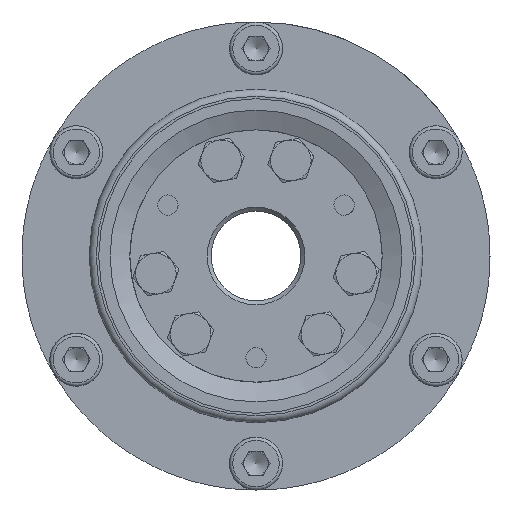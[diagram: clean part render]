
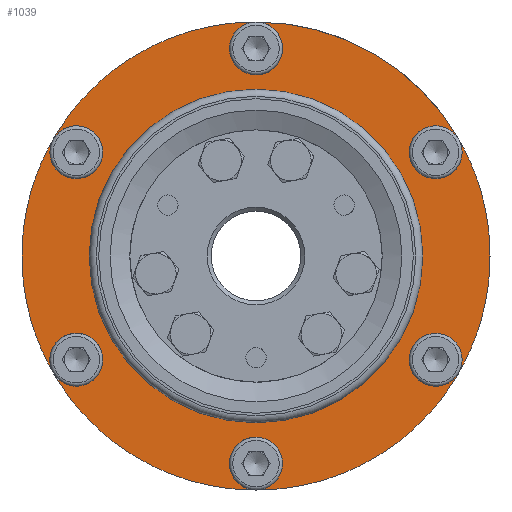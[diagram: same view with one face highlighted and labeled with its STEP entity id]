
A CAD part, left-side view. The second image highlights one B-rep face of the part: STEP entity #1039.
In plain terms, the highlighted planar face has unit normal (-1, 0, 0).
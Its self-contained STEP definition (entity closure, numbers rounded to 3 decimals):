
#1039 = ADVANCED_FACE( '', ( #2607, #2608 ), #2609, .F. );
#2607 = FACE_OUTER_BOUND( '', #4902, .T. );
#2608 = FACE_BOUND( '', #4903, .T. );
#2609 = PLANE( '', #4904 );
#4902 = EDGE_LOOP( '', ( #7976, #7977, #7978, #7979, #7980, #7981, #7982, #7983, #7984, #7985, #7986, #7987 ) );
#4903 = EDGE_LOOP( '', ( #7988 ) );
#4904 = AXIS2_PLACEMENT_3D( '', #7989, #7990, #7991 );
#7976 = ORIENTED_EDGE( '', *, *, #12264, .F. );
#7977 = ORIENTED_EDGE( '', *, *, #12265, .T. );
#7978 = ORIENTED_EDGE( '', *, *, #11814, .F. );
#7979 = ORIENTED_EDGE( '', *, *, #12266, .T. );
#7980 = ORIENTED_EDGE( '', *, *, #12267, .F. );
#7981 = ORIENTED_EDGE( '', *, *, #12268, .T. );
#7982 = ORIENTED_EDGE( '', *, *, #11579, .F. );
#7983 = ORIENTED_EDGE( '', *, *, #12269, .T. );
#7984 = ORIENTED_EDGE( '', *, *, #12270, .F. );
#7985 = ORIENTED_EDGE( '', *, *, #12271, .T. );
#7986 = ORIENTED_EDGE( '', *, *, #11661, .F. );
#7987 = ORIENTED_EDGE( '', *, *, #12272, .T. );
#7988 = ORIENTED_EDGE( '', *, *, #12273, .F. );
#7989 = CARTESIAN_POINT( '', ( -11.5, 0., 57.5 ) );
#7990 = DIRECTION( '', ( 1., 0., 0. ) );
#7991 = DIRECTION( '', ( 0., 1., 0. ) );
#11579 = EDGE_CURVE( '', #13534, #13534, #13535, .T. );
#11661 = EDGE_CURVE( '', #13675, #13675, #13676, .T. );
#11814 = EDGE_CURVE( '', #13940, #13940, #13941, .T. );
#12264 = EDGE_CURVE( '', #14658, #14658, #14659, .T. );
#12265 = EDGE_CURVE( '', #14658, #13940, #14660, .T. );
#12266 = EDGE_CURVE( '', #13940, #14661, #14662, .T. );
#12267 = EDGE_CURVE( '', #14661, #14661, #14663, .T. );
#12268 = EDGE_CURVE( '', #14661, #13534, #14664, .T. );
#12269 = EDGE_CURVE( '', #13534, #14665, #14666, .T. );
#12270 = EDGE_CURVE( '', #14665, #14665, #14667, .T. );
#12271 = EDGE_CURVE( '', #14665, #13675, #14668, .T. );
#12272 = EDGE_CURVE( '', #13675, #14658, #14669, .T. );
#12273 = EDGE_CURVE( '', #14670, #14670, #14671, .T. );
#13534 = VERTEX_POINT( '', #16424 );
#13535 = CIRCLE( '', #16425, 6.5 );
#13675 = VERTEX_POINT( '', #16763 );
#13676 = CIRCLE( '', #16764, 6.5 );
#13940 = VERTEX_POINT( '', #17313 );
#13941 = CIRCLE( '', #17314, 6.5 );
#14658 = VERTEX_POINT( '', #18894 );
#14659 = CIRCLE( '', #18895, 6.5 );
#14660 = CIRCLE( '', #18896, 57.5 );
#14661 = VERTEX_POINT( '', #18897 );
#14662 = CIRCLE( '', #18898, 57.5 );
#14663 = CIRCLE( '', #18899, 6.5 );
#14664 = CIRCLE( '', #18900, 57.5 );
#14665 = VERTEX_POINT( '', #18901 );
#14666 = CIRCLE( '', #18902, 57.5 );
#14667 = CIRCLE( '', #18903, 6.5 );
#14668 = CIRCLE( '', #18904, 57.5 );
#14669 = CIRCLE( '', #18905, 57.5 );
#14670 = VERTEX_POINT( '', #18906 );
#14671 = CIRCLE( '', #18907, 38.65 );
#16424 = CARTESIAN_POINT( '', ( -11.5, 49.796, -28.75 ) );
#16425 = AXIS2_PLACEMENT_3D( '', #21644, #21645, #21646 );
#16763 = CARTESIAN_POINT( '', ( -11.5, -49.796, -28.75 ) );
#16764 = AXIS2_PLACEMENT_3D( '', #21735, #21736, #21737 );
#17313 = CARTESIAN_POINT( '', ( -11.5, 0., 57.5 ) );
#17314 = AXIS2_PLACEMENT_3D( '', #21951, #21952, #21953 );
#18894 = CARTESIAN_POINT( '', ( -11.5, -49.796, 28.75 ) );
#18895 = AXIS2_PLACEMENT_3D( '', #22518, #22519, #22520 );
#18896 = AXIS2_PLACEMENT_3D( '', #22521, #22522, #22523 );
#18897 = CARTESIAN_POINT( '', ( -11.5, 49.796, 28.75 ) );
#18898 = AXIS2_PLACEMENT_3D( '', #22524, #22525, #22526 );
#18899 = AXIS2_PLACEMENT_3D( '', #22527, #22528, #22529 );
#18900 = AXIS2_PLACEMENT_3D( '', #22530, #22531, #22532 );
#18901 = CARTESIAN_POINT( '', ( -11.5, 0., -57.5 ) );
#18902 = AXIS2_PLACEMENT_3D( '', #22533, #22534, #22535 );
#18903 = AXIS2_PLACEMENT_3D( '', #22536, #22537, #22538 );
#18904 = AXIS2_PLACEMENT_3D( '', #22539, #22540, #22541 );
#18905 = AXIS2_PLACEMENT_3D( '', #22542, #22543, #22544 );
#18906 = CARTESIAN_POINT( '', ( -11.5, 0., -38.65 ) );
#18907 = AXIS2_PLACEMENT_3D( '', #22545, #22546, #22547 );
#21644 = CARTESIAN_POINT( '', ( -11.5, 44.167, -25.5 ) );
#21645 = DIRECTION( '', ( -1., 0., 0. ) );
#21646 = DIRECTION( '', ( 0., 0., -1. ) );
#21735 = CARTESIAN_POINT( '', ( -11.5, -44.167, -25.5 ) );
#21736 = DIRECTION( '', ( -1., 0., 0. ) );
#21737 = DIRECTION( '', ( 0., 0., -1. ) );
#21951 = CARTESIAN_POINT( '', ( -11.5, 0., 51. ) );
#21952 = DIRECTION( '', ( -1., 0., 0. ) );
#21953 = DIRECTION( '', ( 0., 0., -1. ) );
#22518 = CARTESIAN_POINT( '', ( -11.5, -44.167, 25.5 ) );
#22519 = DIRECTION( '', ( -1., 0., 0. ) );
#22520 = DIRECTION( '', ( 0., 0., -1. ) );
#22521 = CARTESIAN_POINT( '', ( -11.5, 0., 0. ) );
#22522 = DIRECTION( '', ( -1., 0., 0. ) );
#22523 = DIRECTION( '', ( 0., 0., -1. ) );
#22524 = CARTESIAN_POINT( '', ( -11.5, 0., 0. ) );
#22525 = DIRECTION( '', ( -1., 0., 0. ) );
#22526 = DIRECTION( '', ( 0., 0., -1. ) );
#22527 = CARTESIAN_POINT( '', ( -11.5, 44.167, 25.5 ) );
#22528 = DIRECTION( '', ( -1., 0., 0. ) );
#22529 = DIRECTION( '', ( 0., 0., -1. ) );
#22530 = CARTESIAN_POINT( '', ( -11.5, 0., 0. ) );
#22531 = DIRECTION( '', ( -1., 0., 0. ) );
#22532 = DIRECTION( '', ( 0., 0., -1. ) );
#22533 = CARTESIAN_POINT( '', ( -11.5, 0., 0. ) );
#22534 = DIRECTION( '', ( -1., 0., 0. ) );
#22535 = DIRECTION( '', ( 0., 0., -1. ) );
#22536 = CARTESIAN_POINT( '', ( -11.5, 0., -51. ) );
#22537 = DIRECTION( '', ( -1., 0., 0. ) );
#22538 = DIRECTION( '', ( 0., 0., -1. ) );
#22539 = CARTESIAN_POINT( '', ( -11.5, 0., 0. ) );
#22540 = DIRECTION( '', ( -1., 0., 0. ) );
#22541 = DIRECTION( '', ( 0., 0., -1. ) );
#22542 = CARTESIAN_POINT( '', ( -11.5, 0., 0. ) );
#22543 = DIRECTION( '', ( -1., 0., 0. ) );
#22544 = DIRECTION( '', ( 0., 0., -1. ) );
#22545 = CARTESIAN_POINT( '', ( -11.5, 0., 0. ) );
#22546 = DIRECTION( '', ( -1., 0., 0. ) );
#22547 = DIRECTION( '', ( 0., 0., -1. ) );
